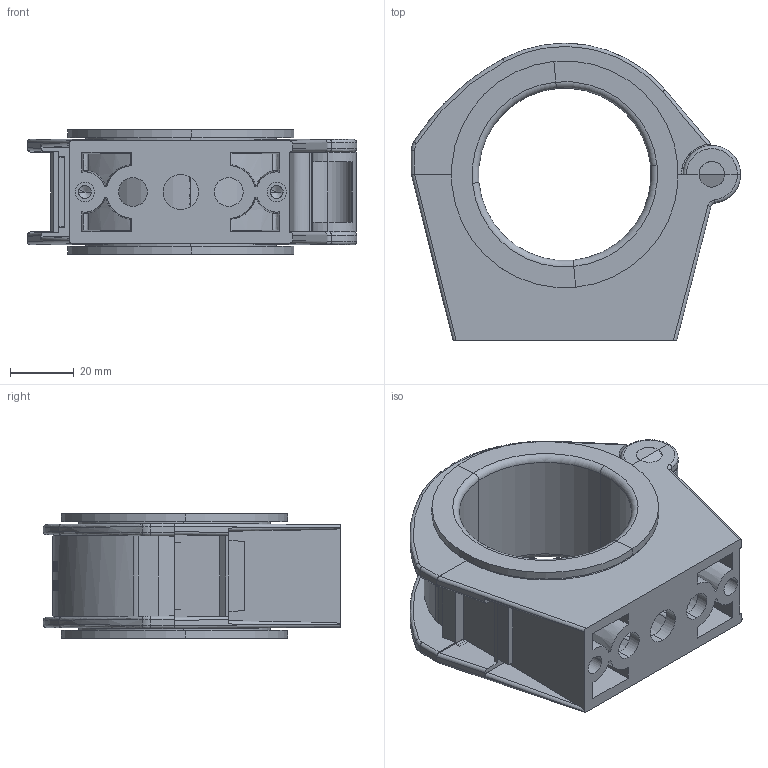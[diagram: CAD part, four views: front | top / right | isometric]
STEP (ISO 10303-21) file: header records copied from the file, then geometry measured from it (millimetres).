
FILE_DESCRIPTION (( 'STEP AP203' ), '1' );
FILE_NAME ('P8228.STEP', '2019-01-03T09:40:38', ( '' ), ( '' ), 'SwSTEP 2.0', 'SolidWorks 2017', '' );
FILE_SCHEMA (( 'CONFIG_CONTROL_DESIGN' ));
Products named in the file (1): P8228
Bounding box: 103 x 93 x 39 mm (x, y, z)
Volume: 94463 mm3; surface area: 62633 mm2
Topology: 4 solids, 4 shells, 1055 faces, 2863 edges, 1878 vertices
Faces by surface type: plane 484, bspline 364, cylinder 154, cone 23, torus 18, sphere 12
Entity records: 55597 total; most frequent: CARTESIAN_POINT 31927, ORIENTED_EDGE 5674, DIRECTION 3532, EDGE_CURVE 2837, VERTEX_POINT 1866, VECTOR 1550, LINE 1550, EDGE_LOOP 1141
